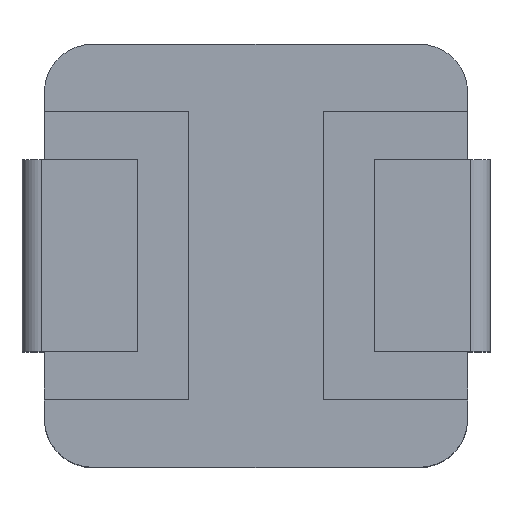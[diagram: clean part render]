
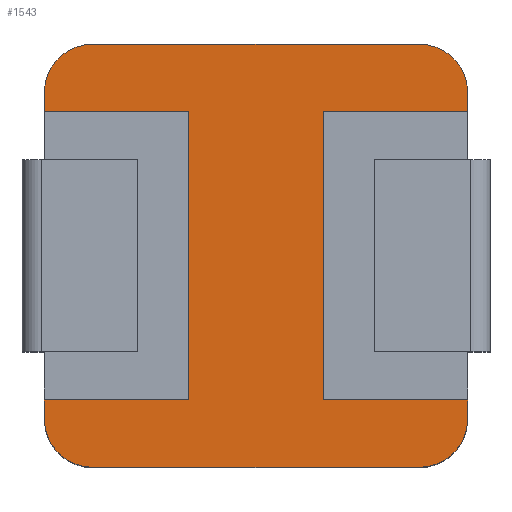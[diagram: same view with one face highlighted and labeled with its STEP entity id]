
A CAD part, top view. The second image highlights one B-rep face of the part: STEP entity #1543.
In plain terms, the highlighted planar face has unit normal (0, 0, 1).
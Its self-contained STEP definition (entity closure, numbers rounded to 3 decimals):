
#9 = VECTOR ( 'NONE', #1477, 1000. ) ;
#18 = ORIENTED_EDGE ( 'NONE', *, *, #2361, .T. ) ;
#43 = CARTESIAN_POINT ( 'NONE',  ( 2.55, 3.3, 2.3 ) ) ;
#51 = DIRECTION ( 'NONE',  ( 0., 0., 1. ) ) ;
#76 = VECTOR ( 'NONE', #2111, 1000. ) ;
#100 = CARTESIAN_POINT ( 'NONE',  ( -1.05, 2.25, 2.3 ) ) ;
#103 = CARTESIAN_POINT ( 'NONE',  ( 3.3, 2.55, 2.3 ) ) ;
#137 = VERTEX_POINT ( 'NONE', #1835 ) ;
#165 = LINE ( 'NONE', #2317, #1913 ) ;
#172 = EDGE_CURVE ( 'NONE', #1826, #421, #2031, .T. ) ;
#178 = EDGE_CURVE ( 'NONE', #1715, #1445, #686, .T. ) ;
#194 = CARTESIAN_POINT ( 'NONE',  ( -3.3, 2.25, 2.3 ) ) ;
#213 = EDGE_CURVE ( 'NONE', #1009, #1954, #382, .T. ) ;
#252 = CARTESIAN_POINT ( 'NONE',  ( -3.3, 3.3, 2.3 ) ) ;
#284 = EDGE_CURVE ( 'NONE', #1187, #137, #1678, .T. ) ;
#320 = EDGE_CURVE ( 'NONE', #1922, #1274, #2060, .T. ) ;
#346 = CARTESIAN_POINT ( 'NONE',  ( 2.55, -3.3, 2.3 ) ) ;
#382 = LINE ( 'NONE', #521, #626 ) ;
#390 = DIRECTION ( 'NONE',  ( 0., -1., 0. ) ) ;
#421 = VERTEX_POINT ( 'NONE', #43 ) ;
#442 = CARTESIAN_POINT ( 'NONE',  ( 3.3, -3.3, 2.3 ) ) ;
#485 = DIRECTION ( 'NONE',  ( 0., 0., 1. ) ) ;
#512 = AXIS2_PLACEMENT_3D ( 'NONE', #819, #2154, #1017 ) ;
#521 = CARTESIAN_POINT ( 'NONE',  ( -3.3, -2.25, 2.3 ) ) ;
#570 = VERTEX_POINT ( 'NONE', #2195 ) ;
#575 = DIRECTION ( 'NONE',  ( -1., 0., 0. ) ) ;
#584 = EDGE_CURVE ( 'NONE', #1187, #1826, #1080, .T. ) ;
#595 = VERTEX_POINT ( 'NONE', #1092 ) ;
#602 = DIRECTION ( 'NONE',  ( 0., 0., -1. ) ) ;
#622 = VECTOR ( 'NONE', #575, 1000. ) ;
#623 = VERTEX_POINT ( 'NONE', #100 ) ;
#626 = VECTOR ( 'NONE', #2445, 1000. ) ;
#645 = LINE ( 'NONE', #2096, #980 ) ;
#647 = EDGE_CURVE ( 'NONE', #1954, #623, #1110, .T. ) ;
#668 = CARTESIAN_POINT ( 'NONE',  ( 1.05, -2.25, 2.3 ) ) ;
#686 = LINE ( 'NONE', #908, #1149 ) ;
#730 = CARTESIAN_POINT ( 'NONE',  ( -3.3, 2.55, 2.3 ) ) ;
#742 = CARTESIAN_POINT ( 'NONE',  ( -1.05, -2.25, 2.3 ) ) ;
#779 = CARTESIAN_POINT ( 'NONE',  ( 0., 0., 2.3 ) ) ;
#785 = ORIENTED_EDGE ( 'NONE', *, *, #320, .T. ) ;
#797 = EDGE_CURVE ( 'NONE', #1274, #595, #1522, .T. ) ;
#800 = AXIS2_PLACEMENT_3D ( 'NONE', #1225, #51, #2181 ) ;
#819 = CARTESIAN_POINT ( 'NONE',  ( -2.55, -2.55, 2.3 ) ) ;
#836 = CARTESIAN_POINT ( 'NONE',  ( -3.3, -2.25, 2.3 ) ) ;
#837 = VECTOR ( 'NONE', #1482, 1000. ) ;
#908 = CARTESIAN_POINT ( 'NONE',  ( 3.3, -2.25, 2.3 ) ) ;
#960 = DIRECTION ( 'NONE',  ( 0., 1., 0. ) ) ;
#970 = ORIENTED_EDGE ( 'NONE', *, *, #647, .F. ) ;
#974 = ORIENTED_EDGE ( 'NONE', *, *, #1634, .T. ) ;
#980 = VECTOR ( 'NONE', #2082, 1000. ) ;
#1002 = EDGE_LOOP ( 'NONE', ( #1192, #2427, #970, #1982, #18, #974, #2009, #1883, #1924, #1094, #1773, #1388, #1005, #2334, #1069, #785 ) ) ;
#1005 = ORIENTED_EDGE ( 'NONE', *, *, #584, .T. ) ;
#1009 = VERTEX_POINT ( 'NONE', #836 ) ;
#1017 = DIRECTION ( 'NONE',  ( -1., 0., 0. ) ) ;
#1044 = AXIS2_PLACEMENT_3D ( 'NONE', #1536, #1524, #1721 ) ;
#1069 = ORIENTED_EDGE ( 'NONE', *, *, #1588, .T. ) ;
#1070 = CARTESIAN_POINT ( 'NONE',  ( -1.05, 2.25, 2.3 ) ) ;
#1080 = LINE ( 'NONE', #442, #2391 ) ;
#1092 = CARTESIAN_POINT ( 'NONE',  ( -3.3, 2.25, 2.3 ) ) ;
#1094 = ORIENTED_EDGE ( 'NONE', *, *, #178, .F. ) ;
#1108 = CARTESIAN_POINT ( 'NONE',  ( -3.3, -3.3, 2.3 ) ) ;
#1110 = LINE ( 'NONE', #1070, #9 ) ;
#1149 = VECTOR ( 'NONE', #2256, 1000. ) ;
#1187 = VERTEX_POINT ( 'NONE', #2033 ) ;
#1192 = ORIENTED_EDGE ( 'NONE', *, *, #797, .T. ) ;
#1225 = CARTESIAN_POINT ( 'NONE',  ( 2.55, 2.55, 2.3 ) ) ;
#1254 = AXIS2_PLACEMENT_3D ( 'NONE', #779, #602, #1529 ) ;
#1274 = VERTEX_POINT ( 'NONE', #730 ) ;
#1295 = LINE ( 'NONE', #2139, #2469 ) ;
#1325 = LINE ( 'NONE', #2266, #1593 ) ;
#1358 = CARTESIAN_POINT ( 'NONE',  ( 3.3, 2.25, 2.3 ) ) ;
#1381 = VERTEX_POINT ( 'NONE', #346 ) ;
#1388 = ORIENTED_EDGE ( 'NONE', *, *, #284, .F. ) ;
#1399 = CIRCLE ( 'NONE', #1831, 0.75 ) ;
#1445 = VERTEX_POINT ( 'NONE', #2309 ) ;
#1446 = DIRECTION ( 'NONE',  ( -1., 0., 0. ) ) ;
#1448 = EDGE_CURVE ( 'NONE', #2371, #1381, #1295, .T. ) ;
#1477 = DIRECTION ( 'NONE',  ( 0., 1., 0. ) ) ;
#1482 = DIRECTION ( 'NONE',  ( 0., -1., 0. ) ) ;
#1522 = LINE ( 'NONE', #1108, #837 ) ;
#1524 = DIRECTION ( 'NONE',  ( 0., 0., 1. ) ) ;
#1529 = DIRECTION ( 'NONE',  ( -1., 0., 0. ) ) ;
#1536 = CARTESIAN_POINT ( 'NONE',  ( -2.55, 2.55, 2.3 ) ) ;
#1543 = ADVANCED_FACE ( 'NONE', ( #2087 ), #1723, .F. ) ;
#1550 = EDGE_CURVE ( 'NONE', #623, #595, #1795, .T. ) ;
#1587 = VECTOR ( 'NONE', #1952, 1000. ) ;
#1588 = EDGE_CURVE ( 'NONE', #421, #1922, #1841, .T. ) ;
#1593 = VECTOR ( 'NONE', #960, 1000. ) ;
#1631 = CARTESIAN_POINT ( 'NONE',  ( 2.55, -2.55, 2.3 ) ) ;
#1634 = EDGE_CURVE ( 'NONE', #2012, #2371, #2022, .T. ) ;
#1678 = LINE ( 'NONE', #1358, #76 ) ;
#1715 = VERTEX_POINT ( 'NONE', #668 ) ;
#1718 = DIRECTION ( 'NONE',  ( 1., 0., 0. ) ) ;
#1721 = DIRECTION ( 'NONE',  ( -1., 0., 0. ) ) ;
#1723 = PLANE ( 'NONE',  #1254 ) ;
#1739 = EDGE_CURVE ( 'NONE', #1381, #570, #1399, .T. ) ;
#1773 = ORIENTED_EDGE ( 'NONE', *, *, #1958, .F. ) ;
#1795 = LINE ( 'NONE', #194, #622 ) ;
#1826 = VERTEX_POINT ( 'NONE', #103 ) ;
#1831 = AXIS2_PLACEMENT_3D ( 'NONE', #1631, #485, #1446 ) ;
#1835 = CARTESIAN_POINT ( 'NONE',  ( 1.05, 2.25, 2.3 ) ) ;
#1841 = LINE ( 'NONE', #252, #1587 ) ;
#1883 = ORIENTED_EDGE ( 'NONE', *, *, #1739, .T. ) ;
#1913 = VECTOR ( 'NONE', #390, 1000. ) ;
#1922 = VERTEX_POINT ( 'NONE', #2464 ) ;
#1924 = ORIENTED_EDGE ( 'NONE', *, *, #2264, .T. ) ;
#1949 = CARTESIAN_POINT ( 'NONE',  ( -3.3, -2.55, 2.3 ) ) ;
#1952 = DIRECTION ( 'NONE',  ( -1., 0., 0. ) ) ;
#1954 = VERTEX_POINT ( 'NONE', #742 ) ;
#1958 = EDGE_CURVE ( 'NONE', #137, #1715, #645, .T. ) ;
#1975 = DIRECTION ( 'NONE',  ( 0., 1., 0. ) ) ;
#1982 = ORIENTED_EDGE ( 'NONE', *, *, #213, .F. ) ;
#2009 = ORIENTED_EDGE ( 'NONE', *, *, #1448, .T. ) ;
#2012 = VERTEX_POINT ( 'NONE', #1949 ) ;
#2022 = CIRCLE ( 'NONE', #512, 0.75 ) ;
#2031 = CIRCLE ( 'NONE', #800, 0.75 ) ;
#2033 = CARTESIAN_POINT ( 'NONE',  ( 3.3, 2.25, 2.3 ) ) ;
#2060 = CIRCLE ( 'NONE', #1044, 0.75 ) ;
#2082 = DIRECTION ( 'NONE',  ( 0., -1., 0. ) ) ;
#2087 = FACE_OUTER_BOUND ( 'NONE', #1002, .T. ) ;
#2096 = CARTESIAN_POINT ( 'NONE',  ( 1.05, 2.25, 2.3 ) ) ;
#2111 = DIRECTION ( 'NONE',  ( -1., 0., 0. ) ) ;
#2139 = CARTESIAN_POINT ( 'NONE',  ( -3.3, -3.3, 2.3 ) ) ;
#2154 = DIRECTION ( 'NONE',  ( 0., 0., 1. ) ) ;
#2181 = DIRECTION ( 'NONE',  ( -1., 0., 0. ) ) ;
#2195 = CARTESIAN_POINT ( 'NONE',  ( 3.3, -2.55, 2.3 ) ) ;
#2256 = DIRECTION ( 'NONE',  ( 1., 0., 0. ) ) ;
#2264 = EDGE_CURVE ( 'NONE', #570, #1445, #1325, .T. ) ;
#2266 = CARTESIAN_POINT ( 'NONE',  ( 3.3, -3.3, 2.3 ) ) ;
#2309 = CARTESIAN_POINT ( 'NONE',  ( 3.3, -2.25, 2.3 ) ) ;
#2317 = CARTESIAN_POINT ( 'NONE',  ( -3.3, -3.3, 2.3 ) ) ;
#2334 = ORIENTED_EDGE ( 'NONE', *, *, #172, .T. ) ;
#2361 = EDGE_CURVE ( 'NONE', #1009, #2012, #165, .T. ) ;
#2371 = VERTEX_POINT ( 'NONE', #2483 ) ;
#2391 = VECTOR ( 'NONE', #1975, 1000. ) ;
#2427 = ORIENTED_EDGE ( 'NONE', *, *, #1550, .F. ) ;
#2445 = DIRECTION ( 'NONE',  ( 1., 0., 0. ) ) ;
#2464 = CARTESIAN_POINT ( 'NONE',  ( -2.55, 3.3, 2.3 ) ) ;
#2469 = VECTOR ( 'NONE', #1718, 1000. ) ;
#2483 = CARTESIAN_POINT ( 'NONE',  ( -2.55, -3.3, 2.3 ) ) ;
